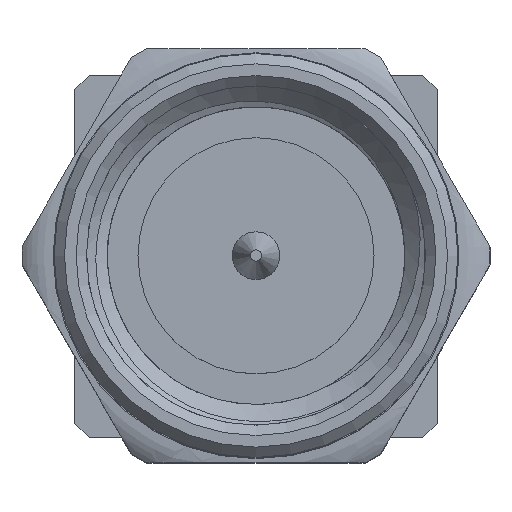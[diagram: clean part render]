
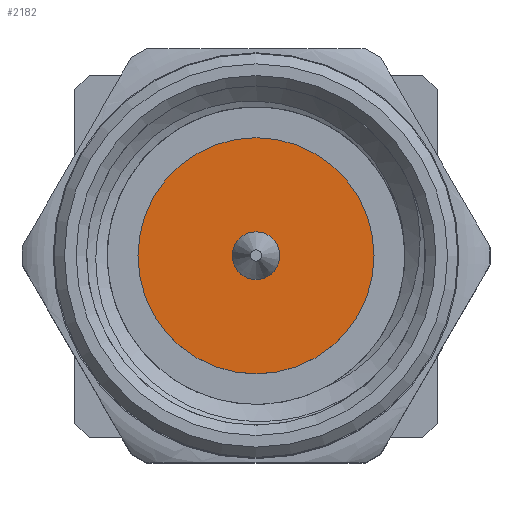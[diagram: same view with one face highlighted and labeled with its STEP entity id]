
A CAD part, top view. The second image highlights one B-rep face of the part: STEP entity #2182.
In plain terms, the highlighted planar face has unit normal (0, 0, 1).
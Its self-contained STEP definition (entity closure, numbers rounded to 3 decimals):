
#308=PLANE('',#2289);
#377=ORIENTED_EDGE('',*,*,#782,.T.);
#378=ORIENTED_EDGE('',*,*,#783,.T.);
#782=EDGE_CURVE('',#985,#985,#1132,.T.);
#783=EDGE_CURVE('',#986,#986,#1133,.T.);
#985=VERTEX_POINT('',#2857);
#986=VERTEX_POINT('',#2860);
#1132=CIRCLE('',#2288,2.28);
#1133=CIRCLE('',#2290,0.46);
#1184=EDGE_LOOP('',(#377));
#1185=EDGE_LOOP('',(#378));
#1326=FACE_BOUND('',#1184,.T.);
#1327=FACE_BOUND('',#1185,.T.);
#2182=ADVANCED_FACE('',(#1326,#1327),#308,.T.);
#2288=AXIS2_PLACEMENT_3D('',#2856,#2440,#2441);
#2289=AXIS2_PLACEMENT_3D('',#2858,#2442,#2443);
#2290=AXIS2_PLACEMENT_3D('',#2859,#2444,#2445);
#2440=DIRECTION('',(0.,0.,1.));
#2441=DIRECTION('',(1.,0.,0.));
#2442=DIRECTION('',(0.,0.,1.));
#2443=DIRECTION('',(1.,0.,0.));
#2444=DIRECTION('',(0.,0.,-1.));
#2445=DIRECTION('',(0.,1.,0.));
#2856=CARTESIAN_POINT('',(0.,0.,8.04));
#2857=CARTESIAN_POINT('',(2.28,0.,8.04));
#2858=CARTESIAN_POINT('',(0.,0.,8.04));
#2859=CARTESIAN_POINT('',(0.,0.,8.04));
#2860=CARTESIAN_POINT('',(0.,0.46,8.04));
